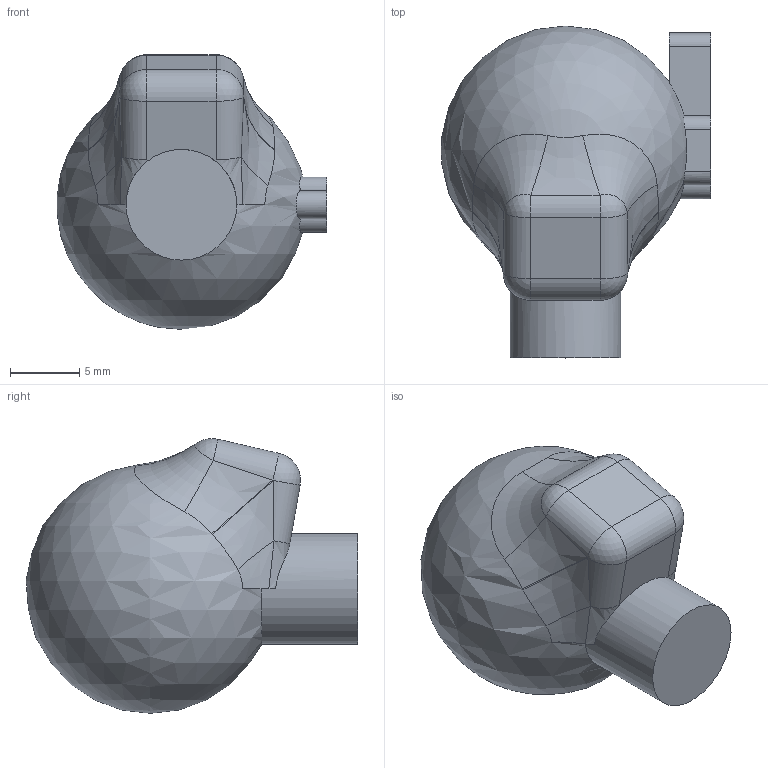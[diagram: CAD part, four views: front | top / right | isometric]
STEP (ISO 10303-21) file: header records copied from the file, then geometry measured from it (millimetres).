
FILE_DESCRIPTION(/* description */ (''),/* implementation_level */ '2;1');
FILE_NAME(/* name */ 'H-cabeza.stp',/* time_stamp */ '2025-02-09T16:53:49-05:00',/* author */ ('USUARIO'),/* organization */ (''),/* preprocessor_version */ 'ST-DEVELOPER v20',/* originating_system */ 'Autodesk Inventor 2024',/* authorisation */ '');
FILE_SCHEMA (('AUTOMOTIVE_DESIGN { 1 0 10303 214 3 1 1 }'));
Length unit declared in the file: millimetre
Products named in the file (1): H-cabeza
Bounding box: 19.47 x 23.98 x 19.85 mm (x, y, z)
Volume: 3807.5 mm3; surface area: 1381 mm2
Topology: 1 solids, 1 shells, 51 faces, 127 edges, 79 vertices
Faces by surface type: cylinder 17, plane 16, bspline 9, sphere 5, torus 4
Full cylindrical faces by diameter (mm): 8 x1
Entity records: 1815 total; most frequent: CARTESIAN_POINT 593, ORIENTED_EDGE 252, DIRECTION 242, EDGE_CURVE 126, AXIS2_PLACEMENT_3D 100, VERTEX_POINT 79, CIRCLE 56, EDGE_LOOP 53
